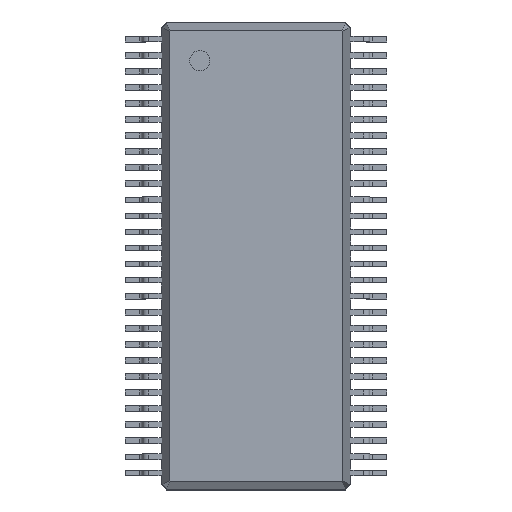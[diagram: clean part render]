
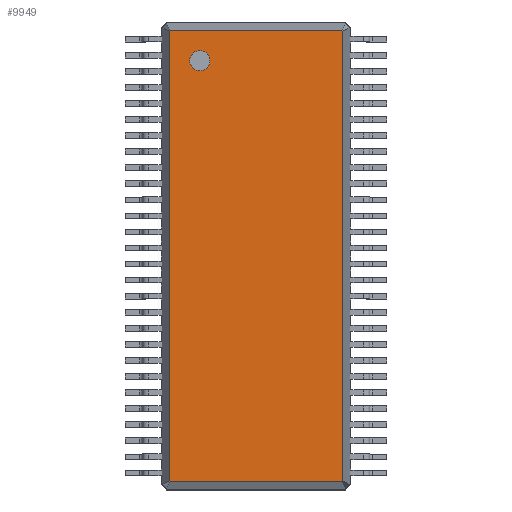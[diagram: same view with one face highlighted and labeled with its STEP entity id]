
A CAD part, top view. The second image highlights one B-rep face of the part: STEP entity #9949.
In plain terms, the highlighted planar face has unit normal (0, 0, 1).
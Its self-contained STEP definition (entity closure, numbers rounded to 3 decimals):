
#3240 = VERTEX_POINT('',#3241);
#3241 = CARTESIAN_POINT('',(3.419,-8.885,2.99));
#3246 = EDGE_CURVE('',#3247,#3240,#3249,.T.);
#3247 = VERTEX_POINT('',#3248);
#3248 = CARTESIAN_POINT('',(3.419,8.885,2.99));
#3249 = LINE('',#3250,#3251);
#3250 = CARTESIAN_POINT('',(3.419,8.885,2.99));
#3251 = VECTOR('',#3252,1.);
#3252 = DIRECTION('',(0.,-1.,0.));
#9932 = EDGE_CURVE('',#9933,#3247,#9935,.T.);
#9933 = VERTEX_POINT('',#9934);
#9934 = CARTESIAN_POINT('',(3.385,8.919,2.99));
#9935 = LINE('',#9936,#9937);
#9936 = CARTESIAN_POINT('',(3.385,8.919,2.99));
#9937 = VECTOR('',#9938,1.);
#9938 = DIRECTION('',(0.707,-0.707,0.));
#9949 = ADVANCED_FACE('',(#9950,#10000),#10011,.F.);
#9950 = FACE_BOUND('',#9951,.F.);
#9951 = EDGE_LOOP('',(#9952,#9960,#9961,#9962,#9970,#9978,#9986,#9994));
#9952 = ORIENTED_EDGE('',*,*,#9953,.T.);
#9953 = EDGE_CURVE('',#9954,#9933,#9956,.T.);
#9954 = VERTEX_POINT('',#9955);
#9955 = CARTESIAN_POINT('',(-3.385,8.919,2.99));
#9956 = LINE('',#9957,#9958);
#9957 = CARTESIAN_POINT('',(-3.385,8.919,2.99));
#9958 = VECTOR('',#9959,1.);
#9959 = DIRECTION('',(1.,0.,0.));
#9960 = ORIENTED_EDGE('',*,*,#9932,.T.);
#9961 = ORIENTED_EDGE('',*,*,#3246,.T.);
#9962 = ORIENTED_EDGE('',*,*,#9963,.T.);
#9963 = EDGE_CURVE('',#3240,#9964,#9966,.T.);
#9964 = VERTEX_POINT('',#9965);
#9965 = CARTESIAN_POINT('',(3.385,-8.919,2.99));
#9966 = LINE('',#9967,#9968);
#9967 = CARTESIAN_POINT('',(3.419,-8.885,2.99));
#9968 = VECTOR('',#9969,1.);
#9969 = DIRECTION('',(-0.707,-0.707,0.));
#9970 = ORIENTED_EDGE('',*,*,#9971,.T.);
#9971 = EDGE_CURVE('',#9964,#9972,#9974,.T.);
#9972 = VERTEX_POINT('',#9973);
#9973 = CARTESIAN_POINT('',(-3.385,-8.919,2.99));
#9974 = LINE('',#9975,#9976);
#9975 = CARTESIAN_POINT('',(3.385,-8.919,2.99));
#9976 = VECTOR('',#9977,1.);
#9977 = DIRECTION('',(-1.,0.,0.));
#9978 = ORIENTED_EDGE('',*,*,#9979,.T.);
#9979 = EDGE_CURVE('',#9972,#9980,#9982,.T.);
#9980 = VERTEX_POINT('',#9981);
#9981 = CARTESIAN_POINT('',(-3.419,-8.885,2.99));
#9982 = LINE('',#9983,#9984);
#9983 = CARTESIAN_POINT('',(-3.385,-8.919,2.99));
#9984 = VECTOR('',#9985,1.);
#9985 = DIRECTION('',(-0.707,0.707,0.));
#9986 = ORIENTED_EDGE('',*,*,#9987,.T.);
#9987 = EDGE_CURVE('',#9980,#9988,#9990,.T.);
#9988 = VERTEX_POINT('',#9989);
#9989 = CARTESIAN_POINT('',(-3.419,8.885,2.99));
#9990 = LINE('',#9991,#9992);
#9991 = CARTESIAN_POINT('',(-3.419,-8.885,2.99));
#9992 = VECTOR('',#9993,1.);
#9993 = DIRECTION('',(0.,1.,0.));
#9994 = ORIENTED_EDGE('',*,*,#9995,.T.);
#9995 = EDGE_CURVE('',#9988,#9954,#9996,.T.);
#9996 = LINE('',#9997,#9998);
#9997 = CARTESIAN_POINT('',(-3.419,8.885,2.99));
#9998 = VECTOR('',#9999,1.);
#9999 = DIRECTION('',(0.707,0.707,0.));
#10000 = FACE_BOUND('',#10001,.F.);
#10001 = EDGE_LOOP('',(#10002));
#10002 = ORIENTED_EDGE('',*,*,#10003,.T.);
#10003 = EDGE_CURVE('',#10004,#10004,#10006,.T.);
#10004 = VERTEX_POINT('',#10005);
#10005 = CARTESIAN_POINT('',(-2.219,7.319,2.99));
#10006 = CIRCLE('',#10007,0.4);
#10007 = AXIS2_PLACEMENT_3D('',#10008,#10009,#10010);
#10008 = CARTESIAN_POINT('',(-2.219,7.719,2.99));
#10009 = DIRECTION('',(0.,0.,1.));
#10010 = DIRECTION('',(0.,-1.,0.));
#10011 = PLANE('',#10012);
#10012 = AXIS2_PLACEMENT_3D('',#10013,#10014,#10015);
#10013 = CARTESIAN_POINT('',(-3.385,8.919,2.99));
#10014 = DIRECTION('',(0.,0.,-1.));
#10015 = DIRECTION('',(0.355,-0.935,0.));
